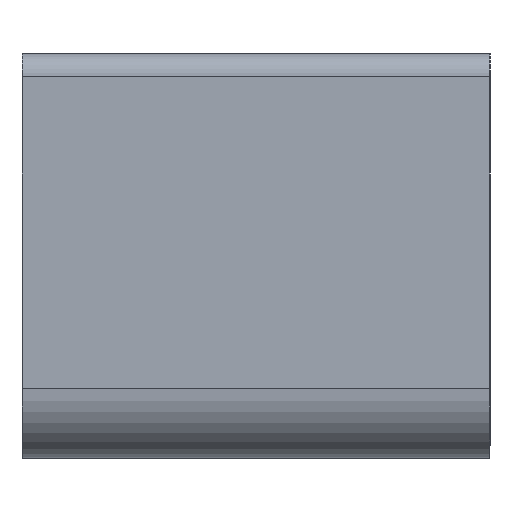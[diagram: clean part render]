
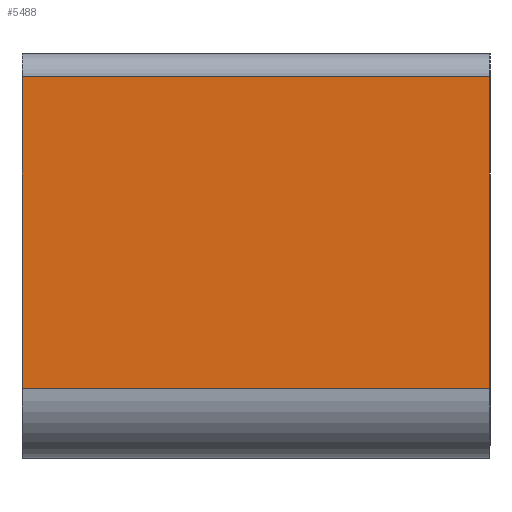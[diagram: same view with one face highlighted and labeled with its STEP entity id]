
A CAD part, left-side view. The second image highlights one B-rep face of the part: STEP entity #5488.
In plain terms, the highlighted planar face has unit normal (-1, 0, 0).
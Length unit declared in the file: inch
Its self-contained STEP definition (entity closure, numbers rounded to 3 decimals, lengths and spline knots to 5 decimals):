
#705 = CARTESIAN_POINT ( 'NONE',  ( -2.40022, -0.9375, -2.20633 ) ) ;
#742 = DIRECTION ( 'NONE',  ( -1., 0., 0. ) ) ;
#960 = VECTOR ( 'NONE', #23140, 39.37008 ) ;
#1667 = VERTEX_POINT ( 'NONE', #31831 ) ;
#2507 = CARTESIAN_POINT ( 'NONE',  ( -2.40022, 0.0625, -0.875 ) ) ;
#2833 = ORIENTED_EDGE ( 'NONE', *, *, #10525, .F. ) ;
#3580 = DIRECTION ( 'NONE',  ( 0., 0., 1. ) ) ;
#4146 = CARTESIAN_POINT ( 'NONE',  ( -2.40022, 0.0625, -2.20633 ) ) ;
#4708 = ORIENTED_EDGE ( 'NONE', *, *, #14186, .F. ) ;
#5488 = ADVANCED_FACE ( 'NONE', ( #15129 ), #10461, .T. ) ;
#6780 = VERTEX_POINT ( 'NONE', #18476 ) ;
#7472 = LINE ( 'NONE', #18888, #30745 ) ;
#7904 = LINE ( 'NONE', #2507, #26403 ) ;
#9785 = LINE ( 'NONE', #4146, #21163 ) ;
#10461 = PLANE ( 'NONE',  #18130 ) ;
#10525 = EDGE_CURVE ( 'NONE', #20618, #1667, #7472, .T. ) ;
#13692 = VERTEX_POINT ( 'NONE', #705 ) ;
#14186 = EDGE_CURVE ( 'NONE', #13692, #20618, #9785, .T. ) ;
#14556 = ORIENTED_EDGE ( 'NONE', *, *, #32160, .T. ) ;
#15129 = FACE_OUTER_BOUND ( 'NONE', #28216, .T. ) ;
#15928 = DIRECTION ( 'NONE',  ( 0., 1., 0. ) ) ;
#17567 = EDGE_CURVE ( 'NONE', #6780, #13692, #27359, .T. ) ;
#17711 = DIRECTION ( 'NONE',  ( 0., 1., 0. ) ) ;
#18130 = AXIS2_PLACEMENT_3D ( 'NONE', #25611, #742, #15928 ) ;
#18476 = CARTESIAN_POINT ( 'NONE',  ( -2.40022, -0.9375, -0.875 ) ) ;
#18888 = CARTESIAN_POINT ( 'NONE',  ( -2.40022, 1.0625, -0.775 ) ) ;
#20618 = VERTEX_POINT ( 'NONE', #23016 ) ;
#21163 = VECTOR ( 'NONE', #24151, 39.37008 ) ;
#23016 = CARTESIAN_POINT ( 'NONE',  ( -2.40022, 1.0625, -2.20633 ) ) ;
#23140 = DIRECTION ( 'NONE',  ( 0., 0., -1. ) ) ;
#24151 = DIRECTION ( 'NONE',  ( 0., 1., 0. ) ) ;
#25611 = CARTESIAN_POINT ( 'NONE',  ( -2.40022, -0.9375, -0.875 ) ) ;
#26403 = VECTOR ( 'NONE', #17711, 39.37008 ) ;
#27359 = LINE ( 'NONE', #30660, #960 ) ;
#28216 = EDGE_LOOP ( 'NONE', ( #30508, #14556, #2833, #4708 ) ) ;
#30508 = ORIENTED_EDGE ( 'NONE', *, *, #17567, .F. ) ;
#30660 = CARTESIAN_POINT ( 'NONE',  ( -2.40022, -0.9375, -1.64066 ) ) ;
#30745 = VECTOR ( 'NONE', #3580, 39.37008 ) ;
#31831 = CARTESIAN_POINT ( 'NONE',  ( -2.40022, 1.0625, -0.875 ) ) ;
#32160 = EDGE_CURVE ( 'NONE', #6780, #1667, #7904, .T. ) ;
